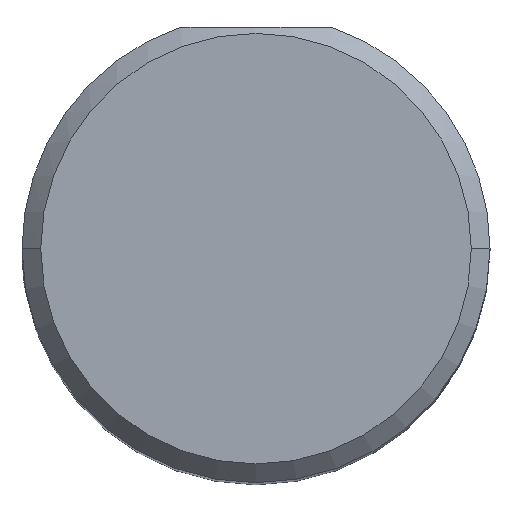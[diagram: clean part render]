
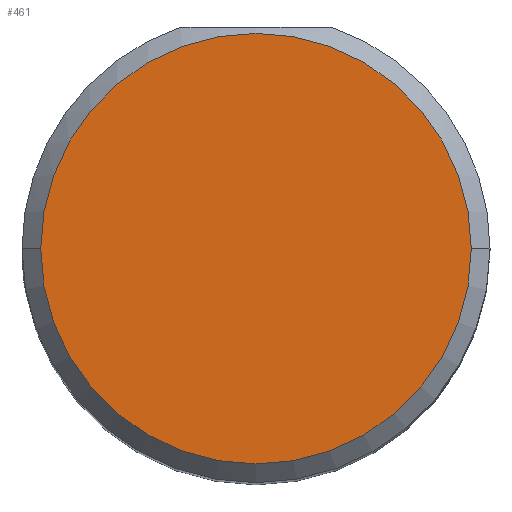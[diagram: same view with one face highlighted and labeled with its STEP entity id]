
A CAD part, top view. The second image highlights one B-rep face of the part: STEP entity #461.
In plain terms, the highlighted planar face has unit normal (0, 0, 1).
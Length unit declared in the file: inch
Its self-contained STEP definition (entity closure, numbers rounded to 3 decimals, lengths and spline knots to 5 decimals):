
#38 = CARTESIAN_POINT ( 'NONE',  ( 0.75, 0., 4. ) ) ;
#44 = ORIENTED_EDGE ( 'NONE', *, *, #230, .F. ) ;
#48 = CIRCLE ( 'NONE', #364, 0.1725 ) ;
#110 = VERTEX_POINT ( 'NONE', #430 ) ;
#145 = VERTEX_POINT ( 'NONE', #482 ) ;
#167 = DIRECTION ( 'NONE',  ( 0., 0., -1. ) ) ;
#181 = CIRCLE ( 'NONE', #473, 0.1725 ) ;
#197 = DIRECTION ( 'NONE',  ( -1., 0., 0. ) ) ;
#230 = EDGE_CURVE ( 'NONE', #145, #110, #181, .T. ) ;
#233 = CARTESIAN_POINT ( 'NONE',  ( 0.75, 0., 4. ) ) ;
#251 = PLANE ( 'NONE',  #434 ) ;
#273 = DIRECTION ( 'NONE',  ( 0., 0., -1. ) ) ;
#291 = EDGE_CURVE ( 'NONE', #110, #145, #48, .T. ) ;
#318 = ORIENTED_EDGE ( 'NONE', *, *, #291, .F. ) ;
#321 = DIRECTION ( 'NONE',  ( -1., 0., 0. ) ) ;
#348 = DIRECTION ( 'NONE',  ( -1., 0., 0. ) ) ;
#364 = AXIS2_PLACEMENT_3D ( 'NONE', #233, #273, #321 ) ;
#404 = CARTESIAN_POINT ( 'NONE',  ( 0.75, 0., 4. ) ) ;
#419 = EDGE_LOOP ( 'NONE', ( #318, #44 ) ) ;
#430 = CARTESIAN_POINT ( 'NONE',  ( 0.9225, 0., 4. ) ) ;
#431 = FACE_OUTER_BOUND ( 'NONE', #419, .T. ) ;
#434 = AXIS2_PLACEMENT_3D ( 'NONE', #38, #469, #197 ) ;
#461 = ADVANCED_FACE ( 'NONE', ( #431 ), #251, .T. ) ;
#469 = DIRECTION ( 'NONE',  ( 0., 0., 1. ) ) ;
#473 = AXIS2_PLACEMENT_3D ( 'NONE', #404, #167, #348 ) ;
#482 = CARTESIAN_POINT ( 'NONE',  ( 0.5775, 0., 4. ) ) ;
